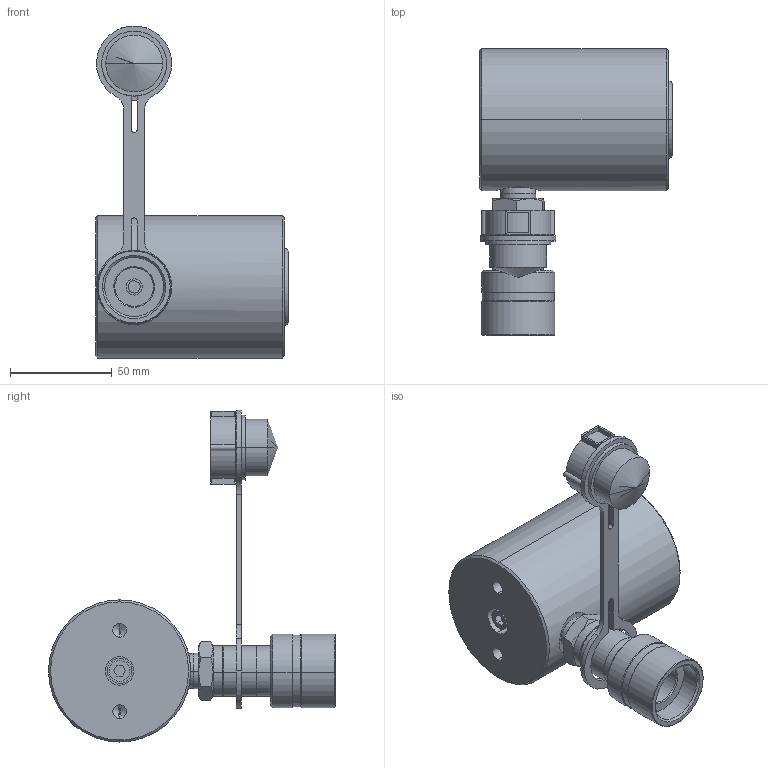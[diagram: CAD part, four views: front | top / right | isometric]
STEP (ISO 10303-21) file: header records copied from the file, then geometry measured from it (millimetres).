
FILE_DESCRIPTION (( 'STEP AP214' ), '1' );
FILE_NAME ('HLS101.STEP', '2016-10-05T13:29:23', ( '' ), ( '' ), 'SwSTEP 2.0', 'SolidWorks 2016', '' );
FILE_SCHEMA (( 'AUTOMOTIVE_DESIGN' ));
Length unit declared in the file: millimetre
Products named in the file (14): CBC043LC002_DEFAULT; HLS101; PRC043FC002_DEFAULT; A1 WIPER_SEC038XE002; SRC038SE005_default; PPC1; SOCKET BUTTON HEAD SCREWS_BLC006JH016; SOCKET CAP HEAD SCREWS_BLC006JD025; WAC006EB000; FFC004RC001; SPC022S#00#_SPC022SD001; SIC013TB001; PISTON TEE SEAL_SEC043GA001; CF1
Assembly tree (14 placements, depth 2):
  HLS101
    CBC043LC002_DEFAULT
    CF1
    PISTON TEE SEAL_SEC043GA001
    SIC013TB001  x2
    SPC022S#00#_SPC022SD001
    FFC004RC001
    WAC006EB000
    SOCKET CAP HEAD SCREWS_BLC006JD025
    SOCKET BUTTON HEAD SCREWS_BLC006JH016
    PPC1
    SRC038SE005_default
    A1 WIPER_SEC038XE002
    PRC043FC002_DEFAULT
Bounding box: 95 x 141.3 x 163.5 mm (x, y, z)
Volume: 374142.1 mm3; surface area: 116275 mm2
Topology: 14 solids, 14 shells, 444 faces, 1001 edges, 623 vertices
Faces by surface type: cylinder 193, plane 116, cone 103, torus 24, bspline 8
Entity records: 19211 total; most frequent: CARTESIAN_POINT 8557, DIRECTION 2146, ORIENTED_EDGE 1828, EDGE_CURVE 914, AXIS2_PLACEMENT_3D 892, VERTEX_POINT 575, EDGE_LOOP 489, CIRCLE 464
